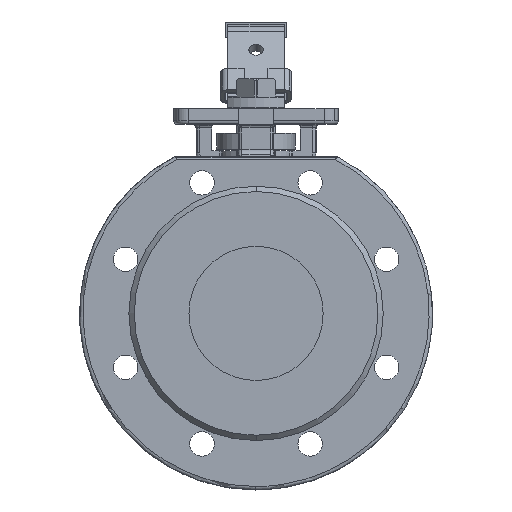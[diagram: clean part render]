
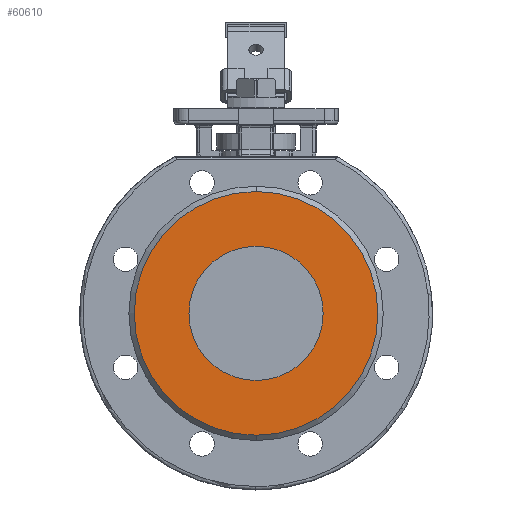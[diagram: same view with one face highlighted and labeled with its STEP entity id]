
A CAD part, left-side view. The second image highlights one B-rep face of the part: STEP entity #60610.
In plain terms, the highlighted planar face has unit normal (-1, 0, 0).
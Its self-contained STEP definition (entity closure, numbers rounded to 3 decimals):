
#8341=CARTESIAN_POINT('',(-60.,-0.,69.));
#8342=VERTEX_POINT('',#8341);
#8351=CARTESIAN_POINT('',(-60.,0.,-69.));
#8352=VERTEX_POINT('',#8351);
#8353=CARTESIAN_POINT('',(-60.,0.,0.));
#8354=DIRECTION('',(1.,0.,0.));
#8355=DIRECTION('',(0.,-0.,1.));
#8356=AXIS2_PLACEMENT_3D('',#8353,#8354,#8355);
#8357=CIRCLE('',#8356,69.);
#8358=EDGE_CURVE('',#8342,#8352,#8357,.T.);
#8385=CARTESIAN_POINT('',(-60.,-0.,38.));
#8386=VERTEX_POINT('',#8385);
#8402=CARTESIAN_POINT('',(-60.,0.,-38.));
#8403=VERTEX_POINT('',#8402);
#8410=CARTESIAN_POINT('',(-60.,0.,0.));
#8411=DIRECTION('',(1.,-0.,-0.));
#8412=DIRECTION('',(0.,-0.,1.));
#8413=AXIS2_PLACEMENT_3D('',#8410,#8411,#8412);
#8414=CIRCLE('',#8413,38.);
#8415=EDGE_CURVE('',#8386,#8403,#8414,.T.);
#60579=CARTESIAN_POINT('',(-60.,0.,0.));
#60580=DIRECTION('',(1.,-0.,-0.));
#60581=DIRECTION('',(0.,-0.,1.));
#60582=AXIS2_PLACEMENT_3D('',#60579,#60580,#60581);
#60583=CIRCLE('',#60582,38.);
#60584=EDGE_CURVE('',#8403,#8386,#60583,.T.);
#60591=CARTESIAN_POINT('',(-60.,-0.,53.5));
#60592=DIRECTION('',(-1.,0.,0.));
#60593=DIRECTION('',(0.,-1.,-0.));
#60594=AXIS2_PLACEMENT_3D('',#60591,#60592,#60593);
#60595=PLANE('',#60594);
#60596=CARTESIAN_POINT('',(-60.,0.,0.));
#60597=DIRECTION('',(1.,0.,0.));
#60598=DIRECTION('',(0.,-0.,1.));
#60599=AXIS2_PLACEMENT_3D('',#60596,#60597,#60598);
#60600=CIRCLE('',#60599,69.);
#60601=EDGE_CURVE('',#8352,#8342,#60600,.T.);
#60602=ORIENTED_EDGE('',*,*,#60601,.F.);
#60603=ORIENTED_EDGE('',*,*,#8358,.F.);
#60604=EDGE_LOOP('',(#60602,#60603));
#60605=FACE_BOUND('',#60604,.T.);
#60606=ORIENTED_EDGE('',*,*,#60584,.T.);
#60607=ORIENTED_EDGE('',*,*,#8415,.T.);
#60608=EDGE_LOOP('',(#60606,#60607));
#60609=FACE_BOUND('',#60608,.T.);
#60610=ADVANCED_FACE('',(#60605,#60609),#60595,.T.);
